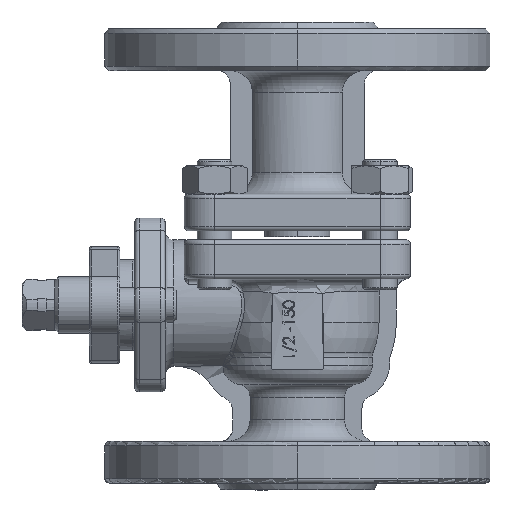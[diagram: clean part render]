
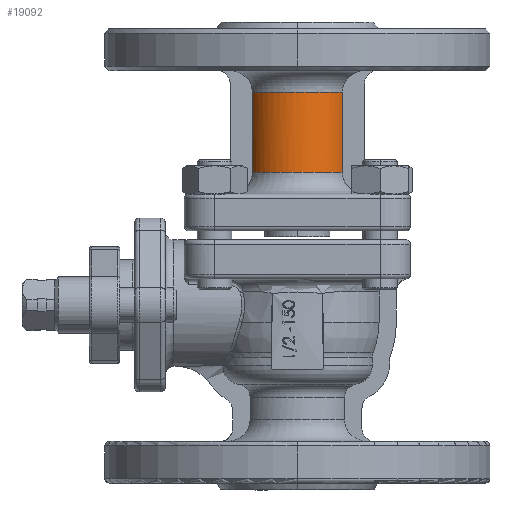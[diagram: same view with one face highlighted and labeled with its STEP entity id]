
A CAD part, left-side view. The second image highlights one B-rep face of the part: STEP entity #19092.
In plain terms, the highlighted cylindrical face has radius 11.5 mm (diameter 23 mm), a partial arc.
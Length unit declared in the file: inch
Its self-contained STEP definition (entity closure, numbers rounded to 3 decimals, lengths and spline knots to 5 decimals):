
#287 = CARTESIAN_POINT ( 'NONE',  ( -0.44679, 0.08459, 4.61744 ) ) ;
#380 = CYLINDRICAL_SURFACE ( 'NONE', #42330, 0.45276 ) ;
#945 = EDGE_LOOP ( 'NONE', ( #14052, #24927, #44945, #23680 ) ) ;
#4247 = CARTESIAN_POINT ( 'NONE',  ( -0.19685, -0.40772, 4.61744 ) ) ;
#5119 = CARTESIAN_POINT ( 'NONE',  ( -0.45276, 0.04229, 4.61744 ) ) ;
#5144 = B_SPLINE_CURVE_WITH_KNOTS ( 'NONE', 3,
 ( #37301, #27387, #44963, #19543 ),
 .UNSPECIFIED., .F., .F.,
 ( 4, 4 ),
 ( 0., 1. ),
 .UNSPECIFIED. ) ;
#5347 = CARTESIAN_POINT ( 'NONE',  ( -0.23494, -0.38933, 4.61744 ) ) ;
#7307 = CARTESIAN_POINT ( 'NONE',  ( -0.19685, 0.40772, 5.34578 ) ) ;
#7937 = CARTESIAN_POINT ( 'NONE',  ( -0.361, -0.27651, 5.34578 ) ) ;
#8545 = VERTEX_POINT ( 'NONE', #7307 ) ;
#11192 = CARTESIAN_POINT ( 'NONE',  ( -0.40596, 0.20487, 5.34578 ) ) ;
#11407 = CARTESIAN_POINT ( 'NONE',  ( -0.44679, -0.08459, 5.34578 ) ) ;
#11821 = CARTESIAN_POINT ( 'NONE',  ( -0.19685, 0.40772, 4.86022 ) ) ;
#11875 = CARTESIAN_POINT ( 'NONE',  ( -0.19685, 0.40772, 4.61744 ) ) ;
#12565 = CARTESIAN_POINT ( 'NONE',  ( -0.45276, -0.04229, 4.61744 ) ) ;
#12828 = VERTEX_POINT ( 'NONE', #38266 ) ;
#13015 = CARTESIAN_POINT ( 'NONE',  ( -0.19685, -0.40772, 4.61744 ) ) ;
#13144 = B_SPLINE_CURVE_WITH_KNOTS ( 'NONE', 3,
 ( #11875, #42602, #25971, #40065, #21366, #35409, #17911, #287, #5119, #12565, #23438, #19026, #16245, #40525, #36773, #16014, #5347, #13015 ),
 .UNSPECIFIED., .F., .F.,
 ( 4, 2, 2, 2, 2, 2, 2, 2, 4 ),
 ( 0., 0.125, 0.25, 0.375, 0.5, 0.625, 0.75, 0.875, 1. ),
 .UNSPECIFIED. ) ;
#14052 = ORIENTED_EDGE ( 'NONE', *, *, #39056, .T. ) ;
#14641 = CARTESIAN_POINT ( 'NONE',  ( -0.44679, 0.08459, 5.34578 ) ) ;
#15087 = CARTESIAN_POINT ( 'NONE',  ( -0.27043, -0.36557, 5.34578 ) ) ;
#15271 = CARTESIAN_POINT ( 'NONE',  ( -0.19685, 0.40772, 4.61744 ) ) ;
#16014 = CARTESIAN_POINT ( 'NONE',  ( -0.27043, -0.36557, 4.61744 ) ) ;
#16245 = CARTESIAN_POINT ( 'NONE',  ( -0.40596, -0.20487, 4.61744 ) ) ;
#17905 = CARTESIAN_POINT ( 'NONE',  ( -0.33346, -0.30916, 5.34578 ) ) ;
#17911 = CARTESIAN_POINT ( 'NONE',  ( -0.42339, 0.16588, 4.61744 ) ) ;
#19026 = CARTESIAN_POINT ( 'NONE',  ( -0.42339, -0.16588, 4.61744 ) ) ;
#19092 = ADVANCED_FACE ( 'NONE', ( #33956 ), #380, .T. ) ;
#19543 = CARTESIAN_POINT ( 'NONE',  ( -0.19685, -0.40772, 5.34578 ) ) ;
#19889 = CARTESIAN_POINT ( 'NONE',  ( -0.19685, -0.40772, 5.34578 ) ) ;
#19986 = VERTEX_POINT ( 'NONE', #4247 ) ;
#21366 = CARTESIAN_POINT ( 'NONE',  ( -0.361, 0.27651, 4.61744 ) ) ;
#21831 = EDGE_CURVE ( 'NONE', #12828, #19986, #13144, .T. ) ;
#21916 = DIRECTION ( 'NONE',  ( 0., 0., 1. ) ) ;
#22618 = EDGE_CURVE ( 'NONE', #8545, #12828, #44503, .T. ) ;
#23438 = CARTESIAN_POINT ( 'NONE',  ( -0.44679, -0.08459, 4.61744 ) ) ;
#23680 = ORIENTED_EDGE ( 'NONE', *, *, #24871, .T. ) ;
#24871 = EDGE_CURVE ( 'NONE', #19986, #27526, #5144, .T. ) ;
#24927 = ORIENTED_EDGE ( 'NONE', *, *, #22618, .T. ) ;
#25060 = CARTESIAN_POINT ( 'NONE',  ( -0.23494, -0.38933, 5.34578 ) ) ;
#25971 = CARTESIAN_POINT ( 'NONE',  ( -0.27043, 0.36557, 4.61744 ) ) ;
#27387 = CARTESIAN_POINT ( 'NONE',  ( -0.19685, -0.40772, 4.86022 ) ) ;
#27526 = VERTEX_POINT ( 'NONE', #19889 ) ;
#28730 = CARTESIAN_POINT ( 'NONE',  ( -0.33346, 0.30916, 5.34578 ) ) ;
#28829 = CARTESIAN_POINT ( 'NONE',  ( 0., 0., 7.04446 ) ) ;
#29136 = CARTESIAN_POINT ( 'NONE',  ( -0.19685, 0.40772, 5.103 ) ) ;
#31117 = CARTESIAN_POINT ( 'NONE',  ( -0.45276, -0.04229, 5.34578 ) ) ;
#31960 = CARTESIAN_POINT ( 'NONE',  ( -0.45276, 0.04229, 5.34578 ) ) ;
#32182 = CARTESIAN_POINT ( 'NONE',  ( -0.19685, 0.40772, 5.34578 ) ) ;
#32397 = CARTESIAN_POINT ( 'NONE',  ( -0.361, 0.27651, 5.34578 ) ) ;
#32617 = CARTESIAN_POINT ( 'NONE',  ( -0.27043, 0.36557, 5.34578 ) ) ;
#33956 = FACE_OUTER_BOUND ( 'NONE', #945, .T. ) ;
#34570 = CARTESIAN_POINT ( 'NONE',  ( -0.40596, -0.20487, 5.34578 ) ) ;
#35409 = CARTESIAN_POINT ( 'NONE',  ( -0.40596, 0.20487, 4.61744 ) ) ;
#36061 = CARTESIAN_POINT ( 'NONE',  ( -0.19685, -0.40772, 5.34578 ) ) ;
#36773 = CARTESIAN_POINT ( 'NONE',  ( -0.33346, -0.30916, 4.61744 ) ) ;
#37301 = CARTESIAN_POINT ( 'NONE',  ( -0.19685, -0.40772, 4.61744 ) ) ;
#38266 = CARTESIAN_POINT ( 'NONE',  ( -0.19685, 0.40772, 4.61744 ) ) ;
#39056 = EDGE_CURVE ( 'NONE', #27526, #8545, #43310, .T. ) ;
#39135 = CARTESIAN_POINT ( 'NONE',  ( -0.42339, -0.16588, 5.34578 ) ) ;
#40065 = CARTESIAN_POINT ( 'NONE',  ( -0.33346, 0.30916, 4.61744 ) ) ;
#40525 = CARTESIAN_POINT ( 'NONE',  ( -0.361, -0.27651, 4.61744 ) ) ;
#42330 = AXIS2_PLACEMENT_3D ( 'NONE', #28829, #21916, #42705 ) ;
#42602 = CARTESIAN_POINT ( 'NONE',  ( -0.23494, 0.38933, 4.61744 ) ) ;
#42705 = DIRECTION ( 'NONE',  ( 1., 0., 0. ) ) ;
#43005 = CARTESIAN_POINT ( 'NONE',  ( -0.19685, 0.40772, 5.34578 ) ) ;
#43278 = CARTESIAN_POINT ( 'NONE',  ( -0.23494, 0.38933, 5.34578 ) ) ;
#43310 = B_SPLINE_CURVE_WITH_KNOTS ( 'NONE', 3,
 ( #36061, #25060, #15087, #17905, #7937, #34570, #39135, #11407, #31117, #31960, #14641, #45245, #11192, #32397, #28730, #32617, #43278, #32182 ),
 .UNSPECIFIED., .F., .F.,
 ( 4, 2, 2, 2, 2, 2, 2, 2, 4 ),
 ( 0., 0.125, 0.25, 0.375, 0.5, 0.625, 0.75, 0.875, 1. ),
 .UNSPECIFIED. ) ;
#44503 = B_SPLINE_CURVE_WITH_KNOTS ( 'NONE', 3,
 ( #43005, #29136, #11821, #15271 ),
 .UNSPECIFIED., .F., .F.,
 ( 4, 4 ),
 ( 0., 1. ),
 .UNSPECIFIED. ) ;
#44945 = ORIENTED_EDGE ( 'NONE', *, *, #21831, .T. ) ;
#44963 = CARTESIAN_POINT ( 'NONE',  ( -0.19685, -0.40772, 5.103 ) ) ;
#45245 = CARTESIAN_POINT ( 'NONE',  ( -0.42339, 0.16588, 5.34578 ) ) ;
